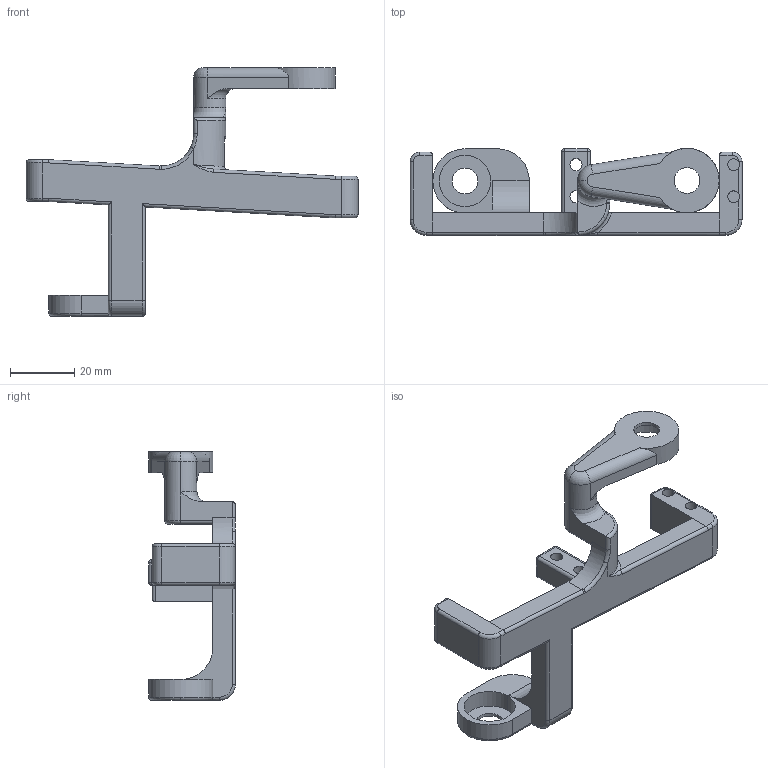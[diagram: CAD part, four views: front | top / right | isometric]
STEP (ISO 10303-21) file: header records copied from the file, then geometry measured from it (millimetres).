
FILE_DESCRIPTION (( 'STEP AP203' ), '1' );
FILE_NAME ('leg_mid_3.STEP', '2025-04-13T16:08:03', ( '' ), ( '' ), 'SwSTEP 2.0', 'SolidWorks 2023', '' );
FILE_SCHEMA (( 'CONFIG_CONTROL_DESIGN' ));
Length unit declared in the file: millimetre
Products named in the file (1): leg_mid_3
Bounding box: 103.2 x 27 x 77.3 mm (x, y, z)
Volume: 24001.4 mm3; surface area: 12819 mm2
Topology: 1 solids, 1 shells, 143 faces, 351 edges, 207 vertices
Faces by surface type: cylinder 71, plane 41, torus 23, bspline 4, sphere 4
Entity records: 4472 total; most frequent: CARTESIAN_POINT 1041, DIRECTION 738, ORIENTED_EDGE 690, EDGE_CURVE 345, AXIS2_PLACEMENT_3D 290, VERTEX_POINT 207, LINE 158, VECTOR 158
